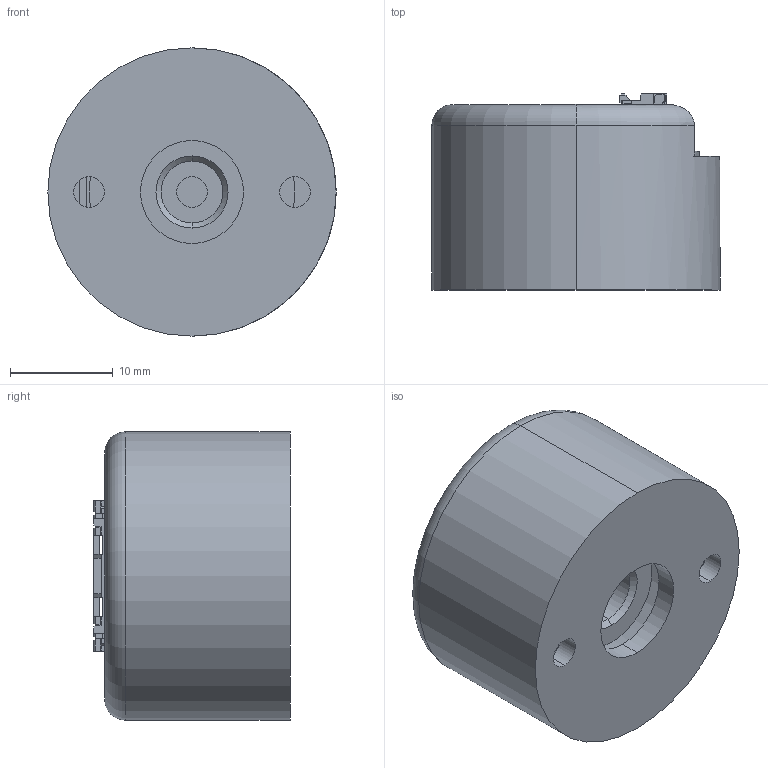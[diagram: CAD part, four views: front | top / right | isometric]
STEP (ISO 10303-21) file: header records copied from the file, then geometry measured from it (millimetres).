
FILE_DESCRIPTION (( 'STEP AP214' ), '1' );
FILE_NAME ('D樣式.STEP', '2013-01-17T07:24:52', ( 'WILSON' ), ( '' ), 'SwSTEP 2.0', 'SolidWorks 2011', '' );
FILE_SCHEMA (( 'AUTOMOTIVE_DESIGN' ));
Length unit declared in the file: millimetre
Products named in the file (7): Circuit-CNT; 5023860970-臥躺式; Circuit; Disc; 法蘭(貫穿)-6mm; 外殼D; D樣式
Assembly tree (6 placements, depth 3):
  D樣式
    法蘭(貫穿)-6mm
    Disc
    外殼D
    Circuit-CNT
      5023860970-臥躺式
      Circuit
Bounding box: 28 x 19.06 x 28 mm (x, y, z)
Volume: 4923.4 mm3; surface area: 7805.1 mm2
Topology: 16 solids, 16 shells, 1224 faces, 3523 edges, 2312 vertices
Faces by surface type: plane 910, cylinder 299, cone 10, torus 3, bspline 2
Entity records: 44604 total; most frequent: CARTESIAN_POINT 7327, ORIENTED_EDGE 7046, DIRECTION 6570, EDGE_CURVE 3523, VECTOR 2888, LINE 2888, VERTEX_POINT 2312, AXIS2_PLACEMENT_3D 1841
